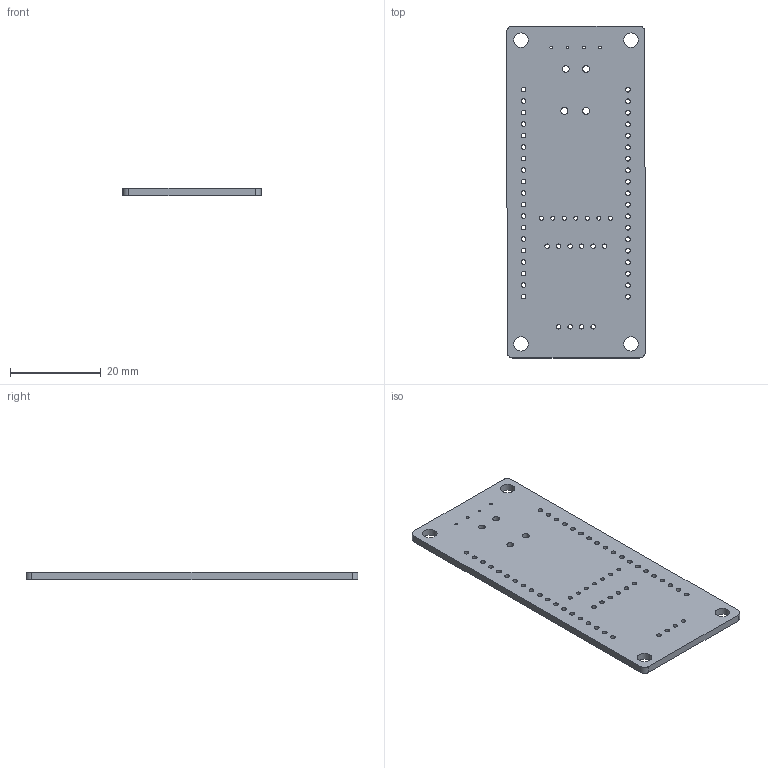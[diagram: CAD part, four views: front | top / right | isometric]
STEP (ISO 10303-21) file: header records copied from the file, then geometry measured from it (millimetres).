
FILE_DESCRIPTION(('KiCad electronic assembly'),'2;1');
FILE_NAME('ESP32 IMU.step','2025-01-24T21:50:48',('Pcbnew'),('Kicad'), 'Open CASCADE STEP processor 7.8','KiCad to STEP converter','Unknown' );
FILE_SCHEMA(('AUTOMOTIVE_DESIGN { 1 0 10303 214 1 1 1 1 }'));
Length unit declared in the file: millimetre
Products named in the file (2): ESP32 IMU 1; ESP32 IMU_PCB
Assembly tree (1 placements, depth 2):
  ESP32 IMU 1
    ESP32 IMU_PCB
Bounding box: 30.52 x 73.32 x 1.6 mm (x, y, z)
Volume: 3437 mm3; surface area: 5012.5 mm2
Topology: 1 solids, 1 shells, 78 faces, 228 edges, 152 vertices
Faces by surface type: cylinder 71, plane 7
Full cylindrical faces by diameter (mm): 0.6 x4, 0.9 x7, 1 x10, 1.04 x38, 1.5 x2, 1.55 x2, 3.2 x4
Entity records: 2979 total; most frequent: DIRECTION 530, CARTESIAN_POINT 460, ORIENTED_EDGE 456, EDGE_CURVE 228, AXIS2_PLACEMENT_3D 222, FACE_BOUND 212, EDGE_LOOP 212, VERTEX_POINT 152
